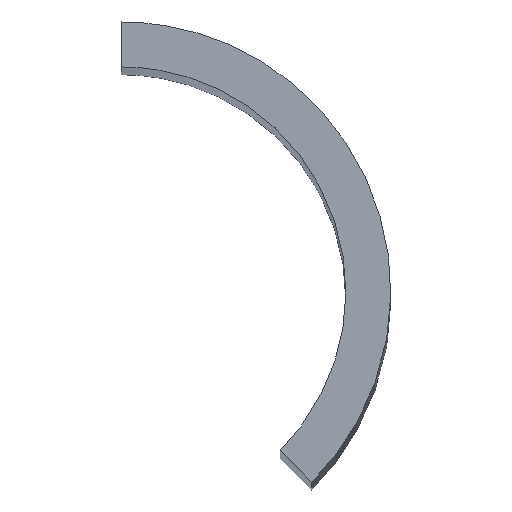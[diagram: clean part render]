
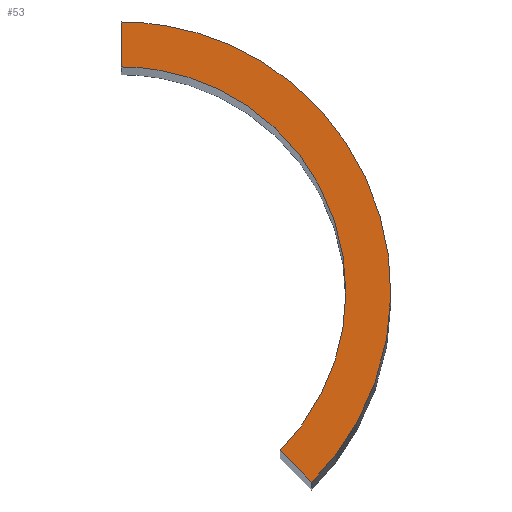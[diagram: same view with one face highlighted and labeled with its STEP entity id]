
A CAD part, top view. The second image highlights one B-rep face of the part: STEP entity #53.
In plain terms, the highlighted free-form (B-spline) face has degree [1, 1] with [2, 2] control points.
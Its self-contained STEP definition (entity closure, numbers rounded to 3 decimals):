
#21 = EDGE_CURVE('',#22,#24,#26,.T.);
#22 = VERTEX_POINT('',#23);
#23 = CARTESIAN_POINT('',(0.,7.21,144.195));
#24 = VERTEX_POINT('',#25);
#25 = CARTESIAN_POINT('',(0.,8.652,144.195));
#26 = B_SPLINE_CURVE_WITH_KNOTS('',1,(#27,#28),.UNSPECIFIED.,.F.,.F.,(2,
    2),(5.,6.),.PIECEWISE_BEZIER_KNOTS.);
#27 = CARTESIAN_POINT('',(0.,7.21,144.195));
#28 = CARTESIAN_POINT('',(0.,8.652,144.195));
#53 = ADVANCED_FACE('',(#54),#78,.T.);
#54 = FACE_BOUND('',#55,.T.);
#55 = EDGE_LOOP('',(#56,#57,#65,#72));
#56 = ORIENTED_EDGE('',*,*,#21,.F.);
#57 = ORIENTED_EDGE('',*,*,#58,.F.);
#58 = EDGE_CURVE('',#59,#22,#61,.T.);
#59 = VERTEX_POINT('',#60);
#60 = CARTESIAN_POINT('',(5.098,-5.098,144.195));
#61 = ( BOUNDED_CURVE() B_SPLINE_CURVE(2,(#62,#63,#64),.UNSPECIFIED.,.F.
,.F.) B_SPLINE_CURVE_WITH_KNOTS((3,3),(5.498,7.854),
.PIECEWISE_BEZIER_KNOTS.) CURVE() GEOMETRIC_REPRESENTATION_ITEM() 
RATIONAL_B_SPLINE_CURVE((1.,0.383,1.)) REPRESENTATION_ITEM('') 
  );
#62 = CARTESIAN_POINT('',(5.098,-5.098,144.195));
#63 = CARTESIAN_POINT('',(17.406,7.21,144.195
    ));
#64 = CARTESIAN_POINT('',(0.,7.21,
    144.195));
#65 = ORIENTED_EDGE('',*,*,#66,.F.);
#66 = EDGE_CURVE('',#67,#59,#69,.T.);
#67 = VERTEX_POINT('',#68);
#68 = CARTESIAN_POINT('',(6.118,-6.118,144.195)
  );
#69 = B_SPLINE_CURVE_WITH_KNOTS('',1,(#70,#71),.UNSPECIFIED.,.F.,.F.,(2,
    2),(0.,1.),.PIECEWISE_BEZIER_KNOTS.);
#70 = CARTESIAN_POINT('',(6.118,-6.118,144.195)
  );
#71 = CARTESIAN_POINT('',(5.098,-5.098,144.195));
#72 = ORIENTED_EDGE('',*,*,#73,.T.);
#73 = EDGE_CURVE('',#67,#24,#74,.T.);
#74 = ( BOUNDED_CURVE() B_SPLINE_CURVE(2,(#75,#76,#77),.UNSPECIFIED.,.F.
,.F.) B_SPLINE_CURVE_WITH_KNOTS((3,3),(5.498,7.854),
.PIECEWISE_BEZIER_KNOTS.) CURVE() GEOMETRIC_REPRESENTATION_ITEM() 
RATIONAL_B_SPLINE_CURVE((1.,0.383,1.)) REPRESENTATION_ITEM('') 
  );
#75 = CARTESIAN_POINT('',(6.118,-6.118,144.195)
  );
#76 = CARTESIAN_POINT('',(20.887,8.652,144.195
    ));
#77 = CARTESIAN_POINT('',(0.,8.652,
    144.195));
#78 = B_SPLINE_SURFACE_WITH_KNOTS('',1,1,(
    (#79,#80)
    ,(#81,#82
    )),.UNSPECIFIED.,.F.,.F.,.F.,(2,2),(2,2),(0.,6.),(-4.243,6.
    ),.PIECEWISE_BEZIER_KNOTS.);
#79 = CARTESIAN_POINT('',(0.,-6.118,144.195));
#80 = CARTESIAN_POINT('',(0.,8.652,144.195));
#81 = CARTESIAN_POINT('',(8.652,-6.118,144.195)
  );
#82 = CARTESIAN_POINT('',(8.652,8.652,144.195)
  );
